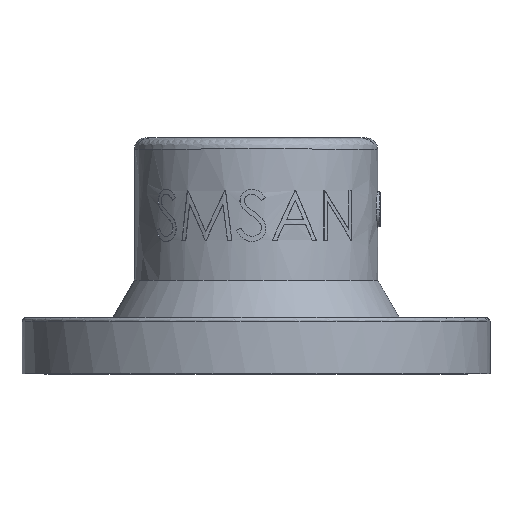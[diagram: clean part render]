
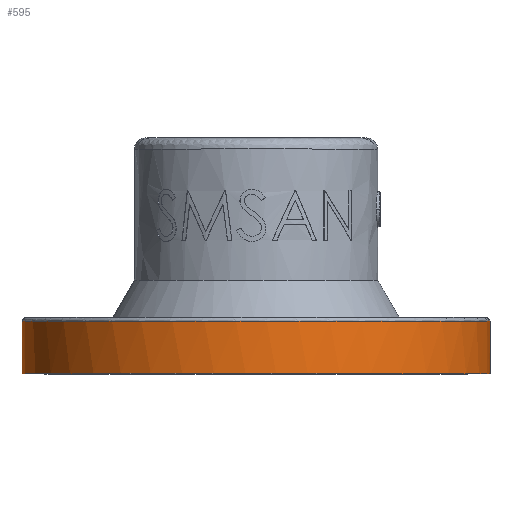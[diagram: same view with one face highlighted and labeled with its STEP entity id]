
A CAD part, top view. The second image highlights one B-rep face of the part: STEP entity #595.
In plain terms, the highlighted free-form (B-spline) face has degree [2, 1] with [5, 2] control points.
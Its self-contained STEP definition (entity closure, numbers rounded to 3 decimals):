
#34 = VERTEX_POINT('',#35);
#35 = CARTESIAN_POINT('',(-91.089,-25.505,0.));
#41 = EDGE_CURVE('',#42,#34,#44,.T.);
#42 = VERTEX_POINT('',#43);
#43 = CARTESIAN_POINT('',(91.089,-25.505,
    0.));
#44 = ( BOUNDED_CURVE() B_SPLINE_CURVE(2,(#45,#46,#47,#48,#49),
.UNSPECIFIED.,.F.,.F.) B_SPLINE_CURVE_WITH_KNOTS((3,2,3),(0.,
1.571,3.142),.PIECEWISE_BEZIER_KNOTS.) CURVE() 
GEOMETRIC_REPRESENTATION_ITEM() RATIONAL_B_SPLINE_CURVE((1.,
0.707,1.,0.707,1.)) REPRESENTATION_ITEM('') );
#45 = CARTESIAN_POINT('',(91.089,-25.505,0.));
#46 = CARTESIAN_POINT('',(91.089,-25.505,
    91.089));
#47 = CARTESIAN_POINT('',(0.,-25.505,
    91.089));
#48 = CARTESIAN_POINT('',(-91.089,-25.505,
    91.089));
#49 = CARTESIAN_POINT('',(-91.089,-25.505,
    0.));
#595 = ADVANCED_FACE('',(#596),#621,.T.);
#596 = FACE_BOUND('',#597,.T.);
#597 = EDGE_LOOP('',(#598,#610,#615,#616));
#598 = ORIENTED_EDGE('',*,*,#599,.T.);
#599 = EDGE_CURVE('',#600,#602,#604,.T.);
#600 = VERTEX_POINT('',#601);
#601 = CARTESIAN_POINT('',(-91.089,-45.909,0.));
#602 = VERTEX_POINT('',#603);
#603 = CARTESIAN_POINT('',(91.089,-45.909,
    0.));
#604 = ( BOUNDED_CURVE() B_SPLINE_CURVE(2,(#605,#606,#607,#608,#609),
.UNSPECIFIED.,.F.,.F.) B_SPLINE_CURVE_WITH_KNOTS((3,2,3),(0.,
1.571,3.142),.PIECEWISE_BEZIER_KNOTS.) CURVE() 
GEOMETRIC_REPRESENTATION_ITEM() RATIONAL_B_SPLINE_CURVE((1.,
0.707,1.,0.707,1.)) REPRESENTATION_ITEM('') );
#605 = CARTESIAN_POINT('',(-91.089,-45.909,0.));
#606 = CARTESIAN_POINT('',(-91.089,-45.909,
    91.089));
#607 = CARTESIAN_POINT('',(0.,-45.909,
    91.089));
#608 = CARTESIAN_POINT('',(91.089,-45.909,
    91.089));
#609 = CARTESIAN_POINT('',(91.089,-45.909,
    0.));
#610 = ORIENTED_EDGE('',*,*,#611,.T.);
#611 = EDGE_CURVE('',#602,#42,#612,.T.);
#612 = B_SPLINE_CURVE_WITH_KNOTS('',1,(#613,#614),.UNSPECIFIED.,.F.,.F.,
  (2,2),(-15.,-1.),.PIECEWISE_BEZIER_KNOTS.);
#613 = CARTESIAN_POINT('',(91.089,-45.909,
    0.));
#614 = CARTESIAN_POINT('',(91.089,-25.505,
    0.));
#615 = ORIENTED_EDGE('',*,*,#41,.T.);
#616 = ORIENTED_EDGE('',*,*,#617,.F.);
#617 = EDGE_CURVE('',#600,#34,#618,.T.);
#618 = B_SPLINE_CURVE_WITH_KNOTS('',1,(#619,#620),.UNSPECIFIED.,.F.,.F.,
  (2,2),(-15.,-1.),.PIECEWISE_BEZIER_KNOTS.);
#619 = CARTESIAN_POINT('',(-91.089,-45.909,0.));
#620 = CARTESIAN_POINT('',(-91.089,-25.505,0.));
#621 = ( BOUNDED_SURFACE() B_SPLINE_SURFACE(2,1,(
    (#622,#623)
    ,(#624,#625)
    ,(#626,#627)
    ,(#628,#629)
,(#630,#631
    )),.UNSPECIFIED.,.F.,.F.,.F.) B_SPLINE_SURFACE_WITH_KNOTS((3,2,3),(2
    ,2),(0.,1.571,3.142),(-15.,-1.),
.PIECEWISE_BEZIER_KNOTS.) GEOMETRIC_REPRESENTATION_ITEM() 
RATIONAL_B_SPLINE_SURFACE((
    (1.,1.)
    ,(0.707,0.707)
    ,(1.,1.)
    ,(0.707,0.707)
,(1.,1.))) REPRESENTATION_ITEM('') SURFACE() );
#622 = CARTESIAN_POINT('',(-91.089,-45.909,0.));
#623 = CARTESIAN_POINT('',(-91.089,-25.505,0.));
#624 = CARTESIAN_POINT('',(-91.089,-45.909,
    91.089));
#625 = CARTESIAN_POINT('',(-91.089,-25.505,
    91.089));
#626 = CARTESIAN_POINT('',(0.,-45.909,
    91.089));
#627 = CARTESIAN_POINT('',(0.,-25.505,
    91.089));
#628 = CARTESIAN_POINT('',(91.089,-45.909,
    91.089));
#629 = CARTESIAN_POINT('',(91.089,-25.505,
    91.089));
#630 = CARTESIAN_POINT('',(91.089,-45.909,
    0.));
#631 = CARTESIAN_POINT('',(91.089,-25.505,
    0.));
